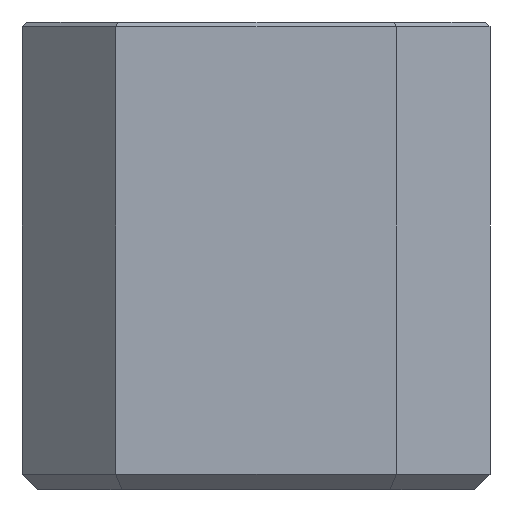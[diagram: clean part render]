
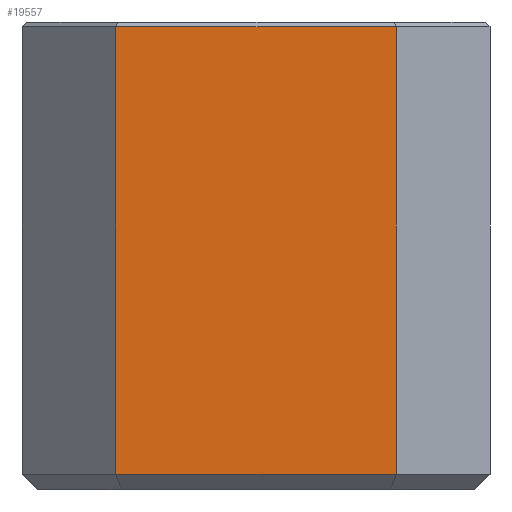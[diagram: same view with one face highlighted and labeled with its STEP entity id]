
A CAD part, left-side view. The second image highlights one B-rep face of the part: STEP entity #19557.
In plain terms, the highlighted planar face has unit normal (-1, 0, 0).
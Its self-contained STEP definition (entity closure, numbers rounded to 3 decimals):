
#570 = ORIENTED_EDGE ( 'NONE', *, *, #14674, .T. ) ;
#1536 = EDGE_CURVE ( 'NONE', #5975, #7676, #4109, .T. ) ;
#4109 = LINE ( 'NONE', #13447, #6935 ) ;
#4787 = CARTESIAN_POINT ( 'NONE',  ( -21., -9., -14. ) ) ;
#5292 = LINE ( 'NONE', #6049, #7199 ) ;
#5975 = VERTEX_POINT ( 'NONE', #24875 ) ;
#6049 = CARTESIAN_POINT ( 'NONE',  ( -21., 15., -14. ) ) ;
#6935 = VECTOR ( 'NONE', #9315, 1000. ) ;
#7199 = VECTOR ( 'NONE', #22136, 1000. ) ;
#7676 = VERTEX_POINT ( 'NONE', #16103 ) ;
#8177 = PLANE ( 'NONE',  #16488 ) ;
#8253 = CARTESIAN_POINT ( 'NONE',  ( -21., 15., 15. ) ) ;
#9315 = DIRECTION ( 'NONE',  ( 0., 1., 0. ) ) ;
#9510 = VECTOR ( 'NONE', #18602, 1000. ) ;
#10493 = ORIENTED_EDGE ( 'NONE', *, *, #21662, .T. ) ;
#11738 = LINE ( 'NONE', #16313, #14607 ) ;
#12745 = EDGE_LOOP ( 'NONE', ( #10493, #17738, #15780, #570 ) ) ;
#13447 = CARTESIAN_POINT ( 'NONE',  ( -21., 9., 14.7 ) ) ;
#14607 = VECTOR ( 'NONE', #26392, 1000. ) ;
#14674 = EDGE_CURVE ( 'NONE', #16856, #26479, #5292, .T. ) ;
#14960 = LINE ( 'NONE', #16517, #9510 ) ;
#15780 = ORIENTED_EDGE ( 'NONE', *, *, #22027, .T. ) ;
#16103 = CARTESIAN_POINT ( 'NONE',  ( -21., 9., 14.7 ) ) ;
#16313 = CARTESIAN_POINT ( 'NONE',  ( -21., 9., 15. ) ) ;
#16488 = AXIS2_PLACEMENT_3D ( 'NONE', #8253, #24442, #20559 ) ;
#16517 = CARTESIAN_POINT ( 'NONE',  ( -21., -9., 15. ) ) ;
#16856 = VERTEX_POINT ( 'NONE', #19487 ) ;
#17738 = ORIENTED_EDGE ( 'NONE', *, *, #1536, .T. ) ;
#18602 = DIRECTION ( 'NONE',  ( 0., 0., 1. ) ) ;
#19487 = CARTESIAN_POINT ( 'NONE',  ( -21., 9., -14. ) ) ;
#19557 = ADVANCED_FACE ( 'NONE', ( #23111 ), #8177, .F. ) ;
#20559 = DIRECTION ( 'NONE',  ( 0., 0., -1. ) ) ;
#21662 = EDGE_CURVE ( 'NONE', #26479, #5975, #14960, .T. ) ;
#22027 = EDGE_CURVE ( 'NONE', #7676, #16856, #11738, .T. ) ;
#22136 = DIRECTION ( 'NONE',  ( 0., -1., 0. ) ) ;
#23111 = FACE_OUTER_BOUND ( 'NONE', #12745, .T. ) ;
#24442 = DIRECTION ( 'NONE',  ( 1., 0., 0. ) ) ;
#24875 = CARTESIAN_POINT ( 'NONE',  ( -21., -9., 14.7 ) ) ;
#26392 = DIRECTION ( 'NONE',  ( 0., 0., -1. ) ) ;
#26479 = VERTEX_POINT ( 'NONE', #4787 ) ;
